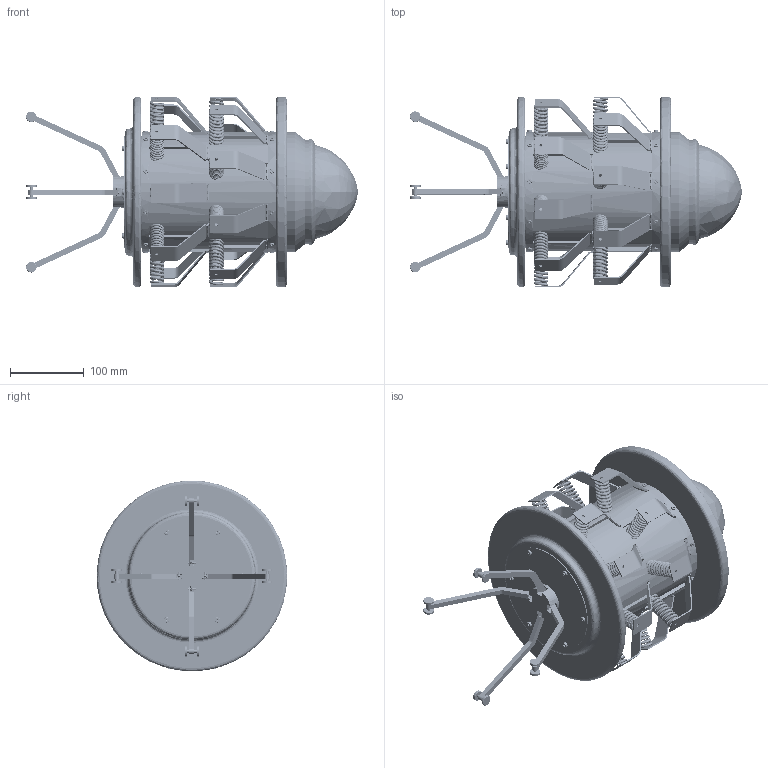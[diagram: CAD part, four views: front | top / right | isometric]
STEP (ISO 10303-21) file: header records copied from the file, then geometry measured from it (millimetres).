
FILE_DESCRIPTION(('FreeCAD Model'),'2;1');
FILE_NAME('Open CASCADE Shape Model','2025-05-04T01:02:41',('FreeCAD'),( 'FreeCAD'),'Open CASCADE STEP processor 7.6','FreeCAD','Unknown');
FILE_SCHEMA(('AUTOMOTIVE_DESIGN { 1 0 10303 214 1 1 1 1 }'));
Products named in the file (1): Open CASCADE STEP translator 7.6 1
Bounding box: 449.34 x 258.1 x 258.09 mm (x, y, z)
Volume: 2207584.1 mm3; surface area: 806146.3 mm2
Topology: 169 solids, 169 shells, 2936 faces, 6528 edges, 4033 vertices
Faces by surface type: bspline 2936
Entity records: 184326 total; most frequent: CARTESIAN_POINT 145420, ORIENTED_EDGE 12952, EDGE_CURVE 6476, VERTEX_POINT 4033, B_SPLINE_CURVE_WITH_KNOTS 3862, FACE_BOUND 3467, EDGE_LOOP 3467, ADVANCED_FACE 2936
